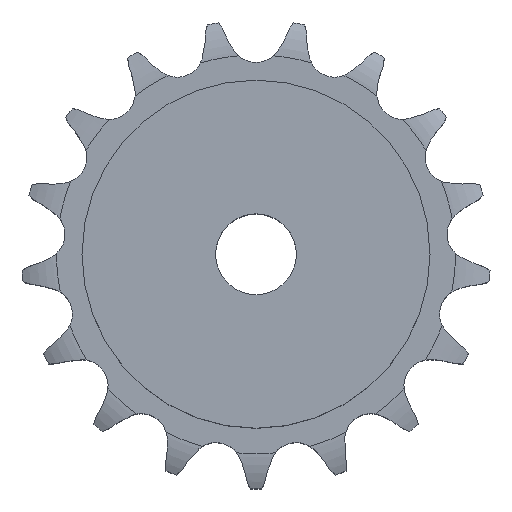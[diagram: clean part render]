
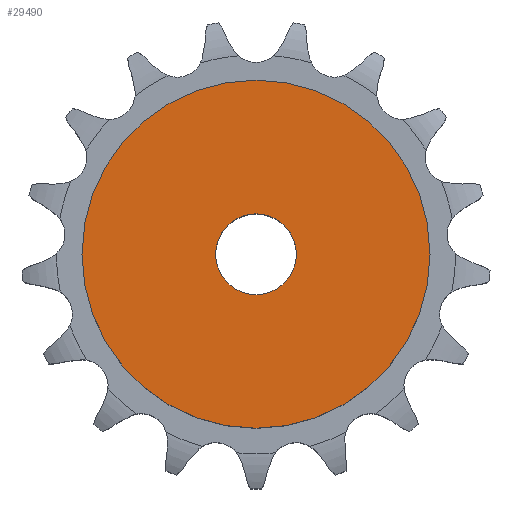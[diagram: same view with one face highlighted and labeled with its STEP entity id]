
A CAD part, top view. The second image highlights one B-rep face of the part: STEP entity #29490.
In plain terms, the highlighted planar face has unit normal (0, 0, 1).
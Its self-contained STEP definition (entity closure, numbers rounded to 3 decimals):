
#15814 = CYLINDRICAL_SURFACE('',#15815,8.);
#15815 = AXIS2_PLACEMENT_3D('',#15816,#15817,#15818);
#15816 = CARTESIAN_POINT('',(0.,0.,152.828));
#15817 = DIRECTION('',(0.,0.,1.));
#15818 = DIRECTION('',(1.,0.,0.));
#20183 = EDGE_CURVE('',#20184,#20184,#20186,.T.);
#20184 = VERTEX_POINT('',#20185);
#20185 = CARTESIAN_POINT('',(8.,0.,45.));
#20186 = SURFACE_CURVE('',#20187,(#20192,#20199),.PCURVE_S1.);
#20187 = CIRCLE('',#20188,8.);
#20188 = AXIS2_PLACEMENT_3D('',#20189,#20190,#20191);
#20189 = CARTESIAN_POINT('',(0.,0.,45.));
#20190 = DIRECTION('',(0.,0.,1.));
#20191 = DIRECTION('',(1.,0.,0.));
#20192 = PCURVE('',#15814,#20193);
#20193 = DEFINITIONAL_REPRESENTATION('',(#20194),#20198);
#20194 = LINE('',#20195,#20196);
#20195 = CARTESIAN_POINT('',(0.,-107.828));
#20196 = VECTOR('',#20197,1.);
#20197 = DIRECTION('',(1.,0.));
#20198 = ( GEOMETRIC_REPRESENTATION_CONTEXT(2) 
PARAMETRIC_REPRESENTATION_CONTEXT() REPRESENTATION_CONTEXT('2D SPACE',''
  ) );
#20199 = PCURVE('',#20200,#20205);
#20200 = PLANE('',#20201);
#20201 = AXIS2_PLACEMENT_3D('',#20202,#20203,#20204);
#20202 = CARTESIAN_POINT('',(0.,0.,45.)
  );
#20203 = DIRECTION('',(0.,0.,1.));
#20204 = DIRECTION('',(1.,0.,0.));
#20205 = DEFINITIONAL_REPRESENTATION('',(#20206),#20210);
#20206 = CIRCLE('',#20207,8.);
#20207 = AXIS2_PLACEMENT_2D('',#20208,#20209);
#20208 = CARTESIAN_POINT('',(0.,0.));
#20209 = DIRECTION('',(1.,0.));
#20210 = ( GEOMETRIC_REPRESENTATION_CONTEXT(2) 
PARAMETRIC_REPRESENTATION_CONTEXT() REPRESENTATION_CONTEXT('2D SPACE',''
  ) );
#29490 = ADVANCED_FACE('',(#29491,#29522),#20200,.T.);
#29491 = FACE_BOUND('',#29492,.T.);
#29492 = EDGE_LOOP('',(#29493));
#29493 = ORIENTED_EDGE('',*,*,#29494,.T.);
#29494 = EDGE_CURVE('',#29495,#29495,#29497,.T.);
#29495 = VERTEX_POINT('',#29496);
#29496 = CARTESIAN_POINT('',(34.5,0.,45.));
#29497 = SURFACE_CURVE('',#29498,(#29503,#29510),.PCURVE_S1.);
#29498 = CIRCLE('',#29499,34.5);
#29499 = AXIS2_PLACEMENT_3D('',#29500,#29501,#29502);
#29500 = CARTESIAN_POINT('',(0.,0.,45.));
#29501 = DIRECTION('',(0.,0.,1.));
#29502 = DIRECTION('',(1.,0.,0.));
#29503 = PCURVE('',#20200,#29504);
#29504 = DEFINITIONAL_REPRESENTATION('',(#29505),#29509);
#29505 = CIRCLE('',#29506,34.5);
#29506 = AXIS2_PLACEMENT_2D('',#29507,#29508);
#29507 = CARTESIAN_POINT('',(0.,0.));
#29508 = DIRECTION('',(1.,0.));
#29509 = ( GEOMETRIC_REPRESENTATION_CONTEXT(2) 
PARAMETRIC_REPRESENTATION_CONTEXT() REPRESENTATION_CONTEXT('2D SPACE',''
  ) );
#29510 = PCURVE('',#29511,#29516);
#29511 = CYLINDRICAL_SURFACE('',#29512,34.5);
#29512 = AXIS2_PLACEMENT_3D('',#29513,#29514,#29515);
#29513 = CARTESIAN_POINT('',(0.,0.,0.));
#29514 = DIRECTION('',(-0.,-0.,-1.));
#29515 = DIRECTION('',(1.,0.,0.));
#29516 = DEFINITIONAL_REPRESENTATION('',(#29517),#29521);
#29517 = LINE('',#29518,#29519);
#29518 = CARTESIAN_POINT('',(-0.,-45.));
#29519 = VECTOR('',#29520,1.);
#29520 = DIRECTION('',(-1.,0.));
#29521 = ( GEOMETRIC_REPRESENTATION_CONTEXT(2) 
PARAMETRIC_REPRESENTATION_CONTEXT() REPRESENTATION_CONTEXT('2D SPACE',''
  ) );
#29522 = FACE_BOUND('',#29523,.T.);
#29523 = EDGE_LOOP('',(#29524));
#29524 = ORIENTED_EDGE('',*,*,#20183,.F.);
